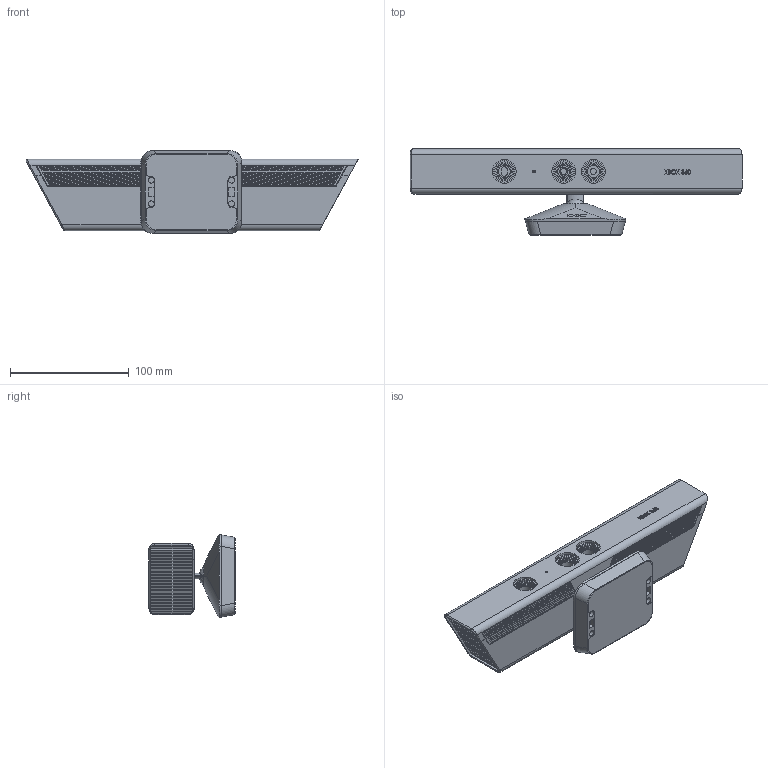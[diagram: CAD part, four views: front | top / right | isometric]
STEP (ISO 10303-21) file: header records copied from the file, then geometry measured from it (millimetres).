
FILE_DESCRIPTION(/* description */ (''),/* implementation_level */ '2;1');
FILE_NAME(/* name */ 'final kinect v4.step',/* time_stamp */ '2020-11-05T22:29:27+06:00',/* author */ (''),/* organization */ (''),/* preprocessor_version */ 'ST-DEVELOPER v18.1',/* originating_system */ 'Autodesk Translation Framework v9.3.0.1241',/* authorisation */ '');
FILE_SCHEMA (('AUTOMOTIVE_DESIGN { 1 0 10303 214 3 1 1 }'));
Length unit declared in the file: centimetre
Products named in the file (3): final kinect; lower part; kinect upper part
Assembly tree (2 placements, depth 2):
  final kinect
    lower part
    kinect upper part
Bounding box: 279.32 x 72.5 x 70 mm (x, y, z)
Volume: 646458.9 mm3; surface area: 80765.7 mm2
Topology: 2 solids, 4 shells, 1580 faces, 3924 edges, 2609 vertices
Faces by surface type: cylinder 901, plane 606, bspline 70, sphere 2, torus 1
Full cylindrical faces by diameter (mm): 1.5 x1, 2 x1, 5 x6, 10 x3, 12 x3, 14 x3, 16 x3, 18 x3, 20 x3
Entity records: 50854 total; most frequent: CARTESIAN_POINT 12501, ORIENTED_EDGE 7840, DIRECTION 7836, EDGE_CURVE 3920, LINE 2772, VECTOR 2772, VERTEX_POINT 2609, AXIS2_PLACEMENT_3D 2532
